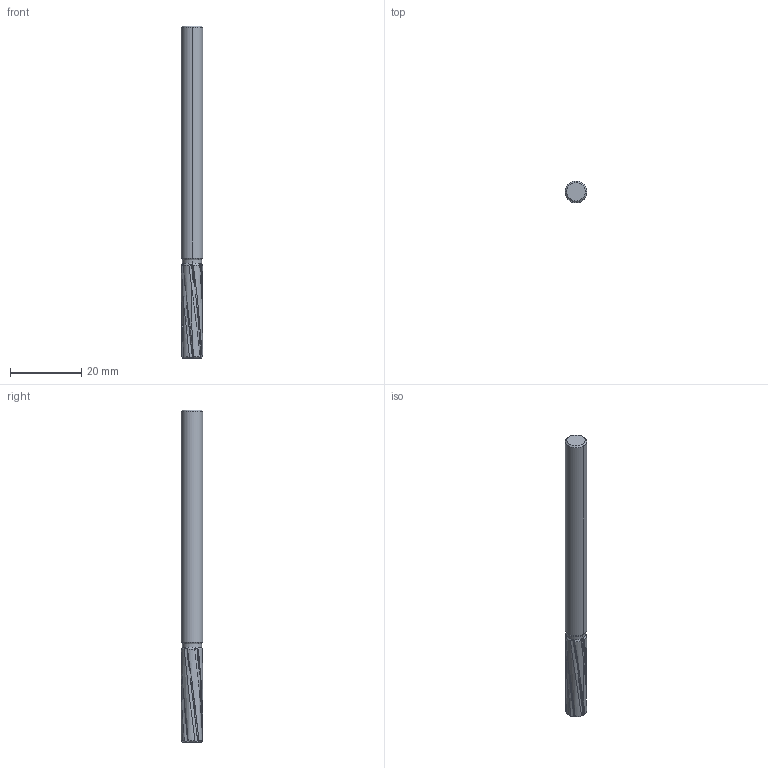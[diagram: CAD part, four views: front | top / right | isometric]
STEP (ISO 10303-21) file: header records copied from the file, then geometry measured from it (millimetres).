
FILE_DESCRIPTION(('no description'),'unknown implementation level');
FILE_NAME('solid7Tmgtlpe88DHhr_RG9Alz04bC18_1.STP',' ',('CIMSOURCE GmbH'),('CADClick - KiM GmbH - www.kimweb.de'),'unknown preprocess','ACIS','unknown authorization');
FILE_SCHEMA(('automotive_design'));
Length unit declared in the file: millimetre
Products named in the file (2): 1; 2
Bounding box: 6 x 6 x 93 mm (x, y, z)
Volume: 2570.9 mm3; surface area: 2695.2 mm2
Topology: 2 solids, 2 shells, 108 faces, 305 edges, 200 vertices
Faces by surface type: bspline 42, cylinder 26, plane 26, cone 14
Entity records: 14147 total; most frequent: CARTESIAN_POINT 8282, STYLED_ITEM 615, PRESENTATION_STYLE_ASSIGNMENT 615, COLOUR_RGB 615, ORIENTED_EDGE 610, DIRECTION 361, EDGE_CURVE 305, CURVE_STYLE 305
